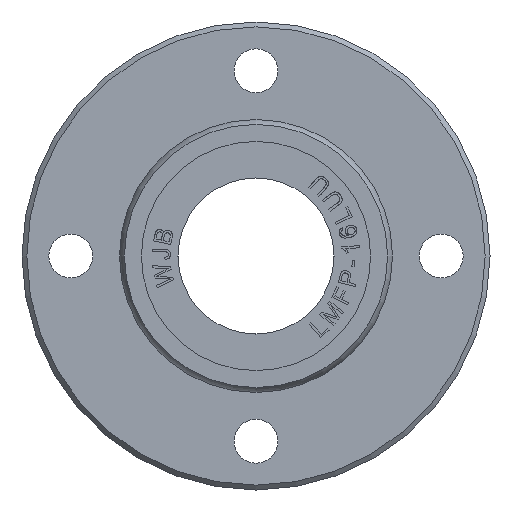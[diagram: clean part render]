
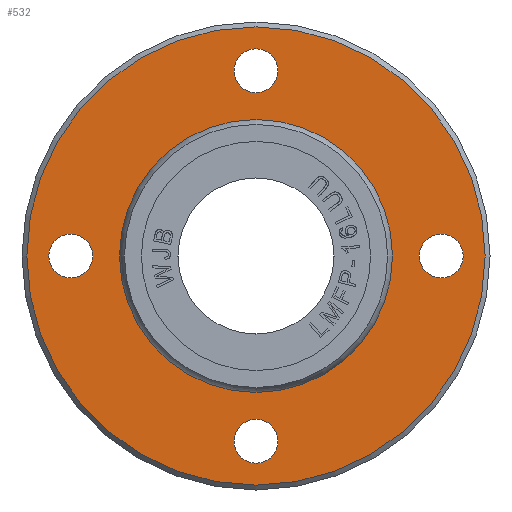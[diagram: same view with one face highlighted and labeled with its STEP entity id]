
A CAD part, left-side view. The second image highlights one B-rep face of the part: STEP entity #532.
In plain terms, the highlighted planar face has unit normal (-1, 0, 0).
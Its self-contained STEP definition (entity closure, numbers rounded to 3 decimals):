
#532=ADVANCED_FACE('',(#1727,#1728,#1729,#1730,#1731,#1732),#910,.T.);
#910=PLANE('',#6857);
#1182=CIRCLE('',#6848,23.5);
#1184=CIRCLE('',#6852,13.773);
#1185=CIRCLE('',#6853,2.25);
#1186=CIRCLE('',#6854,2.25);
#1187=CIRCLE('',#6855,2.25);
#1188=CIRCLE('',#6856,2.25);
#1727=FACE_BOUND('',#1855,.T.);
#1728=FACE_BOUND('',#1856,.T.);
#1729=FACE_BOUND('',#1857,.T.);
#1730=FACE_BOUND('',#1858,.T.);
#1731=FACE_BOUND('',#1859,.T.);
#1732=FACE_BOUND('',#1860,.T.);
#1855=EDGE_LOOP('',(#2553));
#1856=EDGE_LOOP('',(#2554));
#1857=EDGE_LOOP('',(#2555));
#1858=EDGE_LOOP('',(#2556));
#1859=EDGE_LOOP('',(#2557));
#1860=EDGE_LOOP('',(#2558));
#2553=ORIENTED_EDGE('',*,*,#5052,.F.);
#2554=ORIENTED_EDGE('',*,*,#5054,.F.);
#2555=ORIENTED_EDGE('',*,*,#5055,.T.);
#2556=ORIENTED_EDGE('',*,*,#5056,.T.);
#2557=ORIENTED_EDGE('',*,*,#5057,.T.);
#2558=ORIENTED_EDGE('',*,*,#5058,.T.);
#4418=VERTEX_POINT('',#10063);
#4420=VERTEX_POINT('',#10069);
#4421=VERTEX_POINT('',#10071);
#4422=VERTEX_POINT('',#10073);
#4423=VERTEX_POINT('',#10075);
#4424=VERTEX_POINT('',#10077);
#5052=EDGE_CURVE('',#4418,#4418,#1182,.T.);
#5054=EDGE_CURVE('',#4420,#4420,#1184,.T.);
#5055=EDGE_CURVE('',#4421,#4421,#1185,.T.);
#5056=EDGE_CURVE('',#4422,#4422,#1186,.T.);
#5057=EDGE_CURVE('',#4423,#4423,#1187,.T.);
#5058=EDGE_CURVE('',#4424,#4424,#1188,.T.);
#6848=AXIS2_PLACEMENT_3D('',#10062,#7430,#7431);
#6852=AXIS2_PLACEMENT_3D('',#10068,#7438,#7439);
#6853=AXIS2_PLACEMENT_3D('',#10070,#7440,#7441);
#6854=AXIS2_PLACEMENT_3D('',#10072,#7442,#7443);
#6855=AXIS2_PLACEMENT_3D('',#10074,#7444,#7445);
#6856=AXIS2_PLACEMENT_3D('',#10076,#7446,#7447);
#6857=AXIS2_PLACEMENT_3D('',#10078,#7448,#7449);
#7430=DIRECTION('',(1.,0.,0.));
#7431=DIRECTION('',(0.,0.,-1.));
#7438=DIRECTION('',(-1.,0.,0.));
#7439=DIRECTION('',(0.,0.,1.));
#7440=DIRECTION('',(1.,0.,0.));
#7441=DIRECTION('',(0.,1.,0.));
#7442=DIRECTION('',(1.,0.,0.));
#7443=DIRECTION('',(0.,1.,0.));
#7444=DIRECTION('',(1.,0.,0.));
#7445=DIRECTION('',(0.,1.,0.));
#7446=DIRECTION('',(1.,0.,0.));
#7447=DIRECTION('',(0.,1.,0.));
#7448=DIRECTION('',(-1.,0.,0.));
#7449=DIRECTION('',(0.,0.,1.));
#10062=CARTESIAN_POINT('',(6.,0.,0.));
#10063=CARTESIAN_POINT('',(6.,0.,23.5));
#10068=CARTESIAN_POINT('',(6.,0.,0.));
#10069=CARTESIAN_POINT('',(6.,0.,13.773));
#10070=CARTESIAN_POINT('',(6.,19.,0.));
#10071=CARTESIAN_POINT('',(6.,16.75,0.));
#10072=CARTESIAN_POINT('',(6.,-19.,0.));
#10073=CARTESIAN_POINT('',(6.,-21.25,0.));
#10074=CARTESIAN_POINT('',(6.,0.,19.));
#10075=CARTESIAN_POINT('',(6.,-2.25,19.));
#10076=CARTESIAN_POINT('',(6.,0.,-19.));
#10077=CARTESIAN_POINT('',(6.,-2.25,-19.));
#10078=CARTESIAN_POINT('',(6.,0.,18.887));
